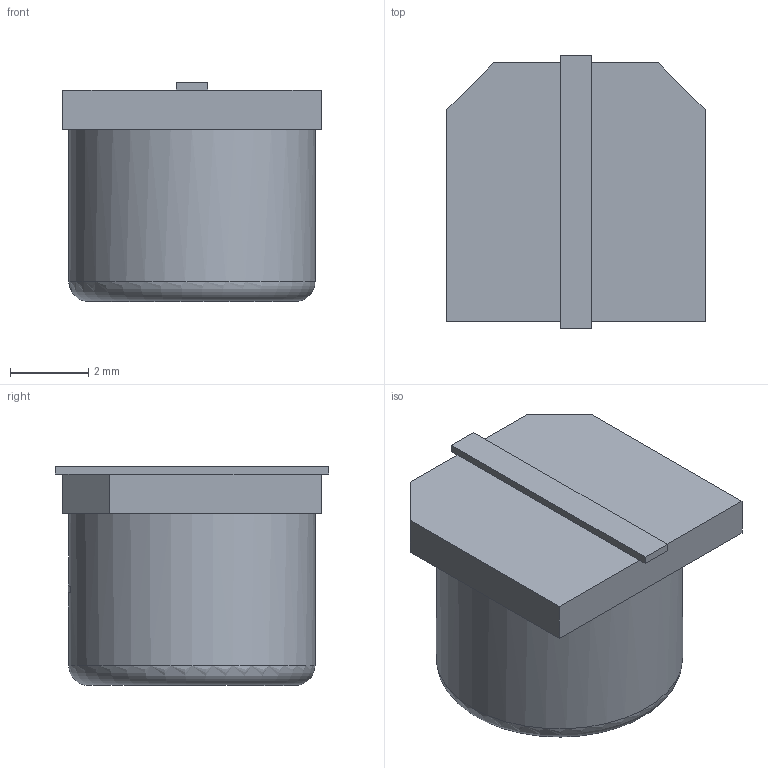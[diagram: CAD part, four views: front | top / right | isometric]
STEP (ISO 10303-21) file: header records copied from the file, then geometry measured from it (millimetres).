
FILE_DESCRIPTION((''),'2;1');
FILE_NAME('SMD_ELKO_6,3x5,8.stp','2012-09-01T21:22:50',('Zooley'),(''),'Autodesk Inventor 2011','Autodesk Inventor 2011','');
FILE_SCHEMA(('AUTOMOTIVE_DESIGN { 1 0 10303 214 1 1 1 1 }'));
Length unit declared in the file: millimetre
Products named in the file (1): SMD_ELKO_6,3x5,8
Bounding box: 6.6 x 7 x 5.61 mm (x, y, z)
Volume: 179.4 mm3; surface area: 196.1 mm2
Topology: 1 solids, 1 shells, 170 faces, 458 edges, 303 vertices
Faces by surface type: plane 102, bspline 64, cylinder 3, torus 1
Full cylindrical faces by diameter (mm): 6.3 x1
Entity records: 5880 total; most frequent: CARTESIAN_POINT 2012, ORIENTED_EDGE 910, DIRECTION 540, EDGE_CURVE 455, VECTOR 304, LINE 304, VERTEX_POINT 302, EDGE_LOOP 185
